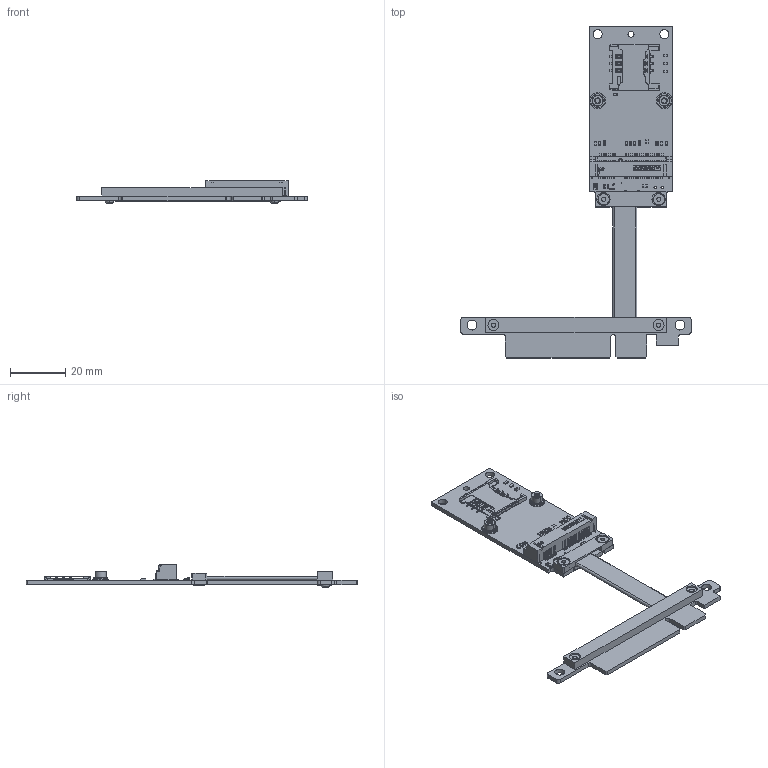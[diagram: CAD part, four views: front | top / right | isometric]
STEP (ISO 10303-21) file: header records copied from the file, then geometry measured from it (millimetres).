
FILE_DESCRIPTION(('Open CASCADE Model'),'2;1');
FILE_NAME('Open CASCADE Shape Model','2020-03-21T03:28:08',('Author'),( 'Open CASCADE'),'Open CASCADE STEP processor 6.8','Open CASCADE 6.8' ,'Unknown');
FILE_SCHEMA(('AUTOMOTIVE_DESIGN { 1 0 10303 214 1 1 1 1 }'));
Length unit declared in the file: millimetre
Products named in the file (128): PCB; Board; Open CASCADE STEP translator 6.8 38.1.1; C12; C0603_060; C1; C2; C3; C4; C5; C6; CAP0805; C7; C8; C9; C10; C11; D1; LED_AP1608; R1; 0603_RES; Capsule; Encapsulation; TopCover; R2; R3; R4; R5; CN3; C701-6pin; Free-Models; G0030_RGB9411503; Hexagon_nut_ISO_4032_(DIN_934)_-_M2_RGB9411503; Tape14x5_RGB0; RP11S-PAD; M2X0.4P-2.8_RGB14277081; G0038_RGB6759642; G0030_RGB12967653; Mini-Connector-5.6; cable13-43 ...
Assembly tree (198 placements, depth 4):
  PCB
    Board
      Open CASCADE STEP translator 6.8 38.1.1
    C12
      C0603_060
      C0603_060
      C0603_060
    C1
      C0603_060
      C0603_060
      C0603_060
    C2
      C0603_060
      C0603_060
      C0603_060
    C3
      C0603_060
      C0603_060
      C0603_060
    C4
      C0603_060
      C0603_060
      C0603_060
    C5
      C0603_060
      C0603_060
      C0603_060
    C6
      CAP0805
    C7
      CAP0805
    C8
      C0603_060
      C0603_060
      C0603_060
    C9
      C0603_060
      C0603_060
      C0603_060
    C10
      C0603_060
      C0603_060
      C0603_060
    C11
      C0603_060
      C0603_060
      C0603_060
    D1
      LED_AP1608
    R1
      0603_RES
        Capsule
        Encapsulation  x2
        TopCover
    R2
      0603_RES
        Capsule
        Encapsulation  x2
        TopCover
    R3
Bounding box: 83.63 x 120.44 x 8.22 mm (x, y, z)
Volume: 7458.5 mm3; surface area: 16406.7 mm2
Topology: 145 solids, 260 shells, 7698 faces, 19689 edges, 12439 vertices
Faces by surface type: plane 3539, cylinder 2504, bspline 901, revolution 580, sphere 80, cone 68, torus 26
Full cylindrical faces by diameter (mm): 0.254 x41, 0.4 x65, 0.6 x100, 0.9 x2, 1.1 x1, 1.6 x1, 2.2 x9, 3.3 x4, 3.6 x2, 4 x2, 4.8 x2
Entity records: 231609 total; most frequent: CARTESIAN_POINT 58189, ORIENTED_EDGE 27366, DIRECTION 26207, EDGE_CURVE 13815, VERTEX_POINT 8822, LINE 8751, VECTOR 8751, AXIS2_PLACEMENT_3D 8535
